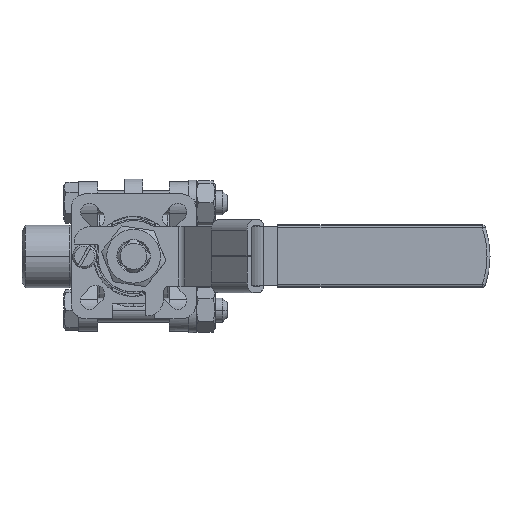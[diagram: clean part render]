
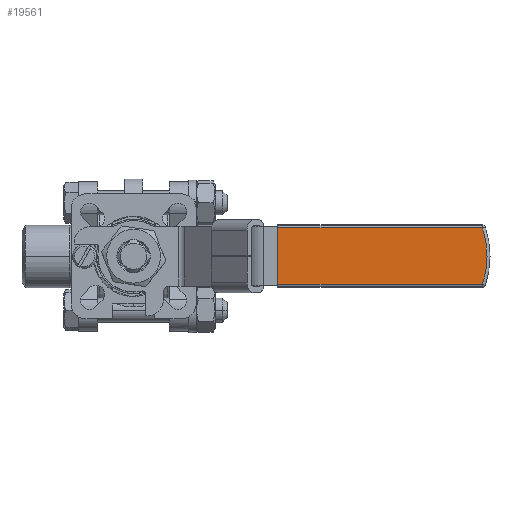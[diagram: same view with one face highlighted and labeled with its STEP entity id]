
A CAD part, top view. The second image highlights one B-rep face of the part: STEP entity #19561.
In plain terms, the highlighted planar face has unit normal (0, 0, 1).
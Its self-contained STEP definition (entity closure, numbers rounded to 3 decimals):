
#5006=CARTESIAN_POINT('',(48.482,9.5,72.2));
#5007=VERTEX_POINT('',#5006);
#5015=CARTESIAN_POINT('',(117.21,9.5,72.2));
#5016=VERTEX_POINT('',#5015);
#5017=CARTESIAN_POINT('',(48.482,9.5,72.2));
#5018=DIRECTION('',(1.0,0.0,0.0));
#5019=VECTOR('',#5018,68.728);
#5020=LINE('',#5017,#5019);
#5021=EDGE_CURVE('',#5007,#5016,#5020,.T.);
#5132=CARTESIAN_POINT('',(117.21,-9.5,72.2));
#5133=VERTEX_POINT('',#5132);
#5141=CARTESIAN_POINT('',(48.482,-9.5,72.2));
#5142=VERTEX_POINT('',#5141);
#5143=CARTESIAN_POINT('',(117.21,-9.5,72.2));
#5144=DIRECTION('',(-1.0,0.0,0.0));
#5145=VECTOR('',#5144,68.728);
#5146=LINE('',#5143,#5145);
#5147=EDGE_CURVE('',#5133,#5142,#5146,.T.);
#19426=CARTESIAN_POINT('',(88.754,0.,72.2));
#19427=DIRECTION('',(0.0,0.0,-1.0));
#19428=DIRECTION('',(1.0,0.0,0.0));
#19429=AXIS2_PLACEMENT_3D('',#19426,#19427,#19428);
#19430=CIRCLE('',#19429,30.);
#19431=EDGE_CURVE('',#5016,#5133,#19430,.T.);
#19545=CARTESIAN_POINT('',(83.618,0.,72.2));
#19546=DIRECTION('',(0.0,0.0,1.0));
#19547=DIRECTION('',(0.0,-1.0,0.0));
#19548=AXIS2_PLACEMENT_3D('',#19545,#19546,#19547);
#19549=PLANE('',#19548);
#19550=ORIENTED_EDGE('',*,*,#5147,.F.);
#19551=ORIENTED_EDGE('',*,*,#19431,.F.);
#19552=ORIENTED_EDGE('',*,*,#5021,.F.);
#19553=CARTESIAN_POINT('',(48.482,9.5,72.2));
#19554=DIRECTION('',(0.0,-1.0,0.0));
#19555=VECTOR('',#19554,19.);
#19556=LINE('',#19553,#19555);
#19557=EDGE_CURVE('',#5142,#5007,#19556,.F.);
#19558=ORIENTED_EDGE('',*,*,#19557,.F.);
#19559=EDGE_LOOP('',(#19550,#19551,#19552,#19558));
#19560=FACE_OUTER_BOUND('',#19559,.T.);
#19561=ADVANCED_FACE('',(#19560),#19549,.T.);
